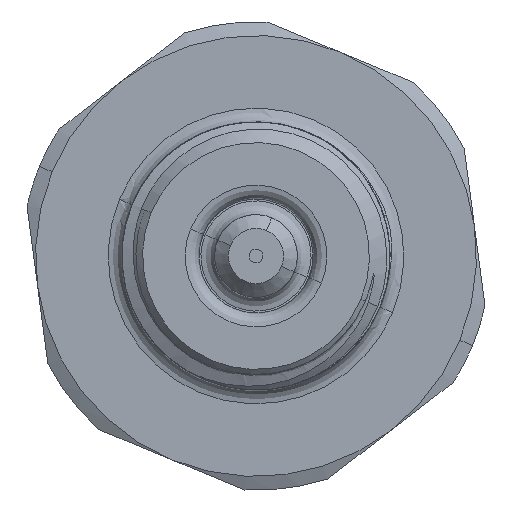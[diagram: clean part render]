
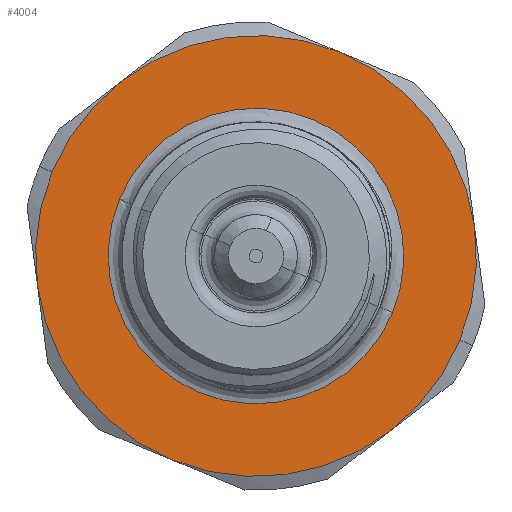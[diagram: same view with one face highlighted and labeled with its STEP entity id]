
A CAD part, left-side view. The second image highlights one B-rep face of the part: STEP entity #4004.
In plain terms, the highlighted planar face has unit normal (-1, 0, 0).
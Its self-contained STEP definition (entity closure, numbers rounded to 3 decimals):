
#257=PLANE('',#4318);
#466=CIRCLE('',#4214,8.);
#509=CIRCLE('',#4281,8.);
#516=CIRCLE('',#4291,5.365);
#526=CIRCLE('',#4319,8.);
#527=CIRCLE('',#4320,8.);
#528=CIRCLE('',#4321,8.);
#529=CIRCLE('',#4322,8.);
#530=CIRCLE('',#4323,8.);
#531=CIRCLE('',#4324,8.);
#532=CIRCLE('',#4325,5.365);
#704=VERTEX_POINT('',#6558);
#706=VERTEX_POINT('',#6565);
#791=VERTEX_POINT('',#7335);
#792=VERTEX_POINT('',#7336);
#795=VERTEX_POINT('',#7439);
#796=VERTEX_POINT('',#7441);
#819=VERTEX_POINT('',#8239);
#820=VERTEX_POINT('',#8241);
#821=VERTEX_POINT('',#8243);
#822=VERTEX_POINT('',#8246);
#1639=EDGE_CURVE('',#704,#706,#466,.T.);
#1741=EDGE_CURVE('',#791,#792,#509,.T.);
#1752=EDGE_CURVE('',#796,#795,#516,.T.);
#1803=EDGE_CURVE('',#819,#704,#526,.T.);
#1804=EDGE_CURVE('',#706,#820,#527,.T.);
#1805=EDGE_CURVE('',#820,#821,#528,.T.);
#1806=EDGE_CURVE('',#821,#791,#529,.T.);
#1807=EDGE_CURVE('',#792,#822,#530,.T.);
#1808=EDGE_CURVE('',#822,#819,#531,.T.);
#1809=EDGE_CURVE('',#795,#796,#532,.T.);
#2480=ORIENTED_EDGE('',*,*,#1803,.T.);
#2481=ORIENTED_EDGE('',*,*,#1639,.T.);
#2482=ORIENTED_EDGE('',*,*,#1804,.T.);
#2483=ORIENTED_EDGE('',*,*,#1805,.T.);
#2484=ORIENTED_EDGE('',*,*,#1806,.T.);
#2485=ORIENTED_EDGE('',*,*,#1741,.T.);
#2486=ORIENTED_EDGE('',*,*,#1807,.T.);
#2487=ORIENTED_EDGE('',*,*,#1808,.T.);
#2488=ORIENTED_EDGE('',*,*,#1752,.T.);
#2489=ORIENTED_EDGE('',*,*,#1809,.T.);
#3437=EDGE_LOOP('',(#2480,#2481,#2482,#2483,#2484,#2485,#2486,#2487));
#3438=EDGE_LOOP('',(#2488,#2489));
#3722=FACE_BOUND('',#3437,.T.);
#3723=FACE_BOUND('',#3438,.T.);
#4004=ADVANCED_FACE('',(#3722,#3723),#257,.T.);
#4214=AXIS2_PLACEMENT_3D('',#6566,#4696,#4697);
#4281=AXIS2_PLACEMENT_3D('',#7334,#4866,#4867);
#4291=AXIS2_PLACEMENT_3D('',#7440,#4888,#4889);
#4318=AXIS2_PLACEMENT_3D('',#8237,#4949,$);
#4319=AXIS2_PLACEMENT_3D('',#8238,#4950,#4951);
#4320=AXIS2_PLACEMENT_3D('',#8240,#4952,#4953);
#4321=AXIS2_PLACEMENT_3D('',#8242,#4954,#4955);
#4322=AXIS2_PLACEMENT_3D('',#8244,#4956,#4957);
#4323=AXIS2_PLACEMENT_3D('',#8245,#4958,#4959);
#4324=AXIS2_PLACEMENT_3D('',#8247,#4960,#4961);
#4325=AXIS2_PLACEMENT_3D('',#8248,#4962,#4963);
#4696=DIRECTION('',(-1.,0.,0.));
#4697=DIRECTION('',(0.,7.394,3.055));
#4866=DIRECTION('',(-1.,0.,0.));
#4867=DIRECTION('',(0.,7.394,3.055));
#4888=DIRECTION('',(1.,0.,0.));
#4889=DIRECTION('',(0.,4.958,2.049));
#4949=DIRECTION('',(-1.,0.,0.));
#4950=DIRECTION('',(-1.,0.,0.));
#4951=DIRECTION('',(0.,7.394,3.055));
#4952=DIRECTION('',(-1.,0.,0.));
#4953=DIRECTION('',(0.,7.394,3.055));
#4954=DIRECTION('',(-1.,0.,0.));
#4955=DIRECTION('',(0.,7.394,3.055));
#4956=DIRECTION('',(-1.,0.,0.));
#4957=DIRECTION('',(0.,7.394,3.055));
#4958=DIRECTION('',(-1.,0.,0.));
#4959=DIRECTION('',(0.,7.394,3.055));
#4960=DIRECTION('',(-1.,0.,0.));
#4961=DIRECTION('',(0.,7.394,3.055));
#4962=DIRECTION('',(1.,0.,0.));
#4963=DIRECTION('',(0.,4.958,2.049));
#6558=CARTESIAN_POINT('',(1.31,4.82,3.055));
#6565=CARTESIAN_POINT('',(1.31,5.357,-1.051));
#6566=CARTESIAN_POINT('',(1.31,-2.573,0.));
#7334=CARTESIAN_POINT('',(1.31,-2.573,0.));
#7335=CARTESIAN_POINT('',(1.31,-9.967,-3.055));
#7336=CARTESIAN_POINT('',(1.31,-10.504,1.051));
#7439=CARTESIAN_POINT('',(1.31,-7.532,-2.049));
#7440=CARTESIAN_POINT('',(1.31,-2.573,0.));
#7441=CARTESIAN_POINT('',(1.31,2.385,2.049));
#8237=CARTESIAN_POINT('',(1.31,-14.066,4.773));
#8238=CARTESIAN_POINT('',(1.31,-2.573,0.));
#8239=CARTESIAN_POINT('',(1.31,2.303,6.342));
#8240=CARTESIAN_POINT('',(1.31,-2.573,0.));
#8241=CARTESIAN_POINT('',(1.31,0.481,-7.394));
#8242=CARTESIAN_POINT('',(1.31,-2.573,0.));
#8243=CARTESIAN_POINT('',(1.31,-7.449,-6.342));
#8244=CARTESIAN_POINT('',(1.31,-2.573,0.));
#8245=CARTESIAN_POINT('',(1.31,-2.573,0.));
#8246=CARTESIAN_POINT('',(1.31,-5.628,7.394));
#8247=CARTESIAN_POINT('',(1.31,-2.573,0.));
#8248=CARTESIAN_POINT('',(1.31,-2.573,0.));
